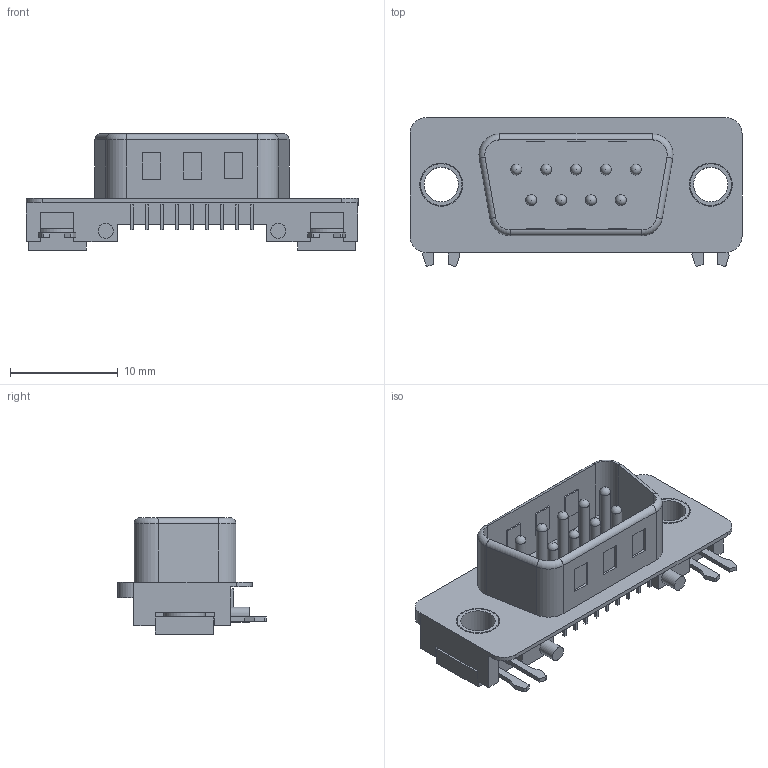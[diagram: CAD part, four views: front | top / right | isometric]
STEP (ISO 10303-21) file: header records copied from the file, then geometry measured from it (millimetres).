
FILE_DESCRIPTION(/* description */ (''),/* implementation_level */ '2;1');
FILE_NAME(/* name */ '5270-09-1-3 D-SUB.stp',/* time_stamp */ '2025-11-13T13:03:31+01:00',/* author */ ('Andreas.Larin'),/* organization */ (''),/* preprocessor_version */ 'ST-DEVELOPER v20',/* originating_system */ 'Autodesk Inventor 2025',/* authorisation */ '');
FILE_SCHEMA (('AUTOMOTIVE_DESIGN { 1 0 10303 214 3 1 1 }'));
Length unit declared in the file: millimetre
Products named in the file (1): 5270-09-1-3 D-SUB
Bounding box: 30.8 x 13.8 x 10.8 mm (x, y, z)
Volume: 1097.9 mm3; surface area: 2252.6 mm2
Topology: 10 solids, 10 shells, 284 faces, 704 edges, 452 vertices
Faces by surface type: plane 228, cylinder 43, sphere 9, torus 4
Full cylindrical faces by diameter (mm): 1 x9, 1.4 x2, 3.2 x2, 3.86 x2, 4 x4, 4.1 x2
Entity records: 8599 total; most frequent: CARTESIAN_POINT 1432, ORIENTED_EDGE 1390, DIRECTION 1385, EDGE_CURVE 695, LINE 575, VECTOR 575, VERTEX_POINT 452, AXIS2_PLACEMENT_3D 405
